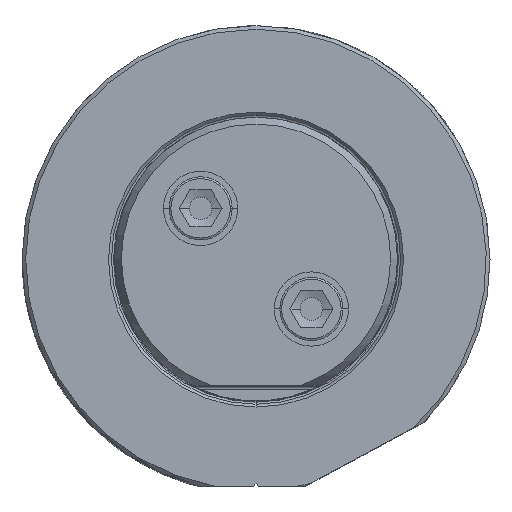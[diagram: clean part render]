
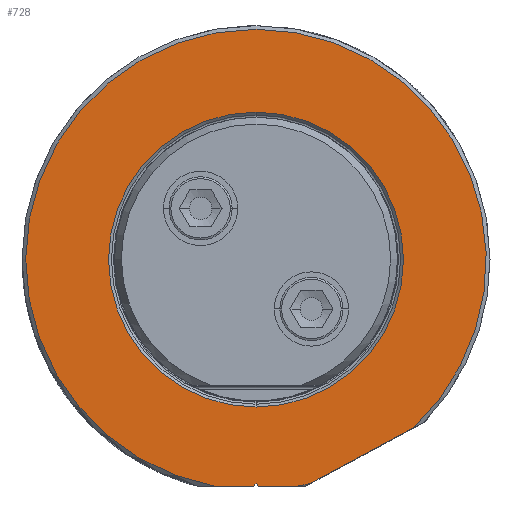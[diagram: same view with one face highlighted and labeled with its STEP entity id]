
A CAD part, top view. The second image highlights one B-rep face of the part: STEP entity #728.
In plain terms, the highlighted planar face has unit normal (0, 0, 1).
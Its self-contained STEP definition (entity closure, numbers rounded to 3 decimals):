
#234=PLANE('',#6384);
#728=ADVANCED_FACE('',(#1044,#1045),#234,.T.);
#1044=FACE_BOUND('',#1215,.T.);
#1045=FACE_BOUND('',#1216,.T.);
#1215=EDGE_LOOP('',(#3523,#3524,#3525,#3526,#3527,#3528,#3529,#3530));
#1216=EDGE_LOOP('',(#3531,#3532));
#1523=CIRCLE('',#6378,31.);
#1524=CIRCLE('',#6379,31.);
#1525=CIRCLE('',#6381,31.);
#1526=CIRCLE('',#6382,19.85);
#1527=CIRCLE('',#6383,19.85);
#1834=LINE('',#13714,#2160);
#1836=LINE('',#13732,#2162);
#1838=LINE('',#13736,#2164);
#1840=LINE('',#13740,#2166);
#1842=LINE('',#13744,#2168);
#2160=VECTOR('',#7418,1.);
#2162=VECTOR('',#7422,1.);
#2164=VECTOR('',#7426,1.);
#2166=VECTOR('',#7430,1.);
#2168=VECTOR('',#7434,1.);
#3523=ORIENTED_EDGE('',*,*,#5495,.T.);
#3524=ORIENTED_EDGE('',*,*,#5439,.T.);
#3525=ORIENTED_EDGE('',*,*,#5494,.T.);
#3526=ORIENTED_EDGE('',*,*,#5493,.T.);
#3527=ORIENTED_EDGE('',*,*,#5449,.F.);
#3528=ORIENTED_EDGE('',*,*,#5447,.T.);
#3529=ORIENTED_EDGE('',*,*,#5445,.T.);
#3530=ORIENTED_EDGE('',*,*,#5443,.F.);
#3531=ORIENTED_EDGE('',*,*,#5496,.T.);
#3532=ORIENTED_EDGE('',*,*,#5497,.T.);
#4721=VERTEX_POINT('',#13713);
#4722=VERTEX_POINT('',#13715);
#4724=VERTEX_POINT('',#13731);
#4725=VERTEX_POINT('',#13733);
#4726=VERTEX_POINT('',#13737);
#4727=VERTEX_POINT('',#13741);
#4728=VERTEX_POINT('',#13745);
#4748=VERTEX_POINT('',#14664);
#4749=VERTEX_POINT('',#14669);
#4750=VERTEX_POINT('',#14670);
#5439=EDGE_CURVE('',#4722,#4721,#1834,.T.);
#5443=EDGE_CURVE('',#4724,#4725,#1836,.T.);
#5445=EDGE_CURVE('',#4726,#4725,#1838,.T.);
#5447=EDGE_CURVE('',#4727,#4726,#1840,.T.);
#5449=EDGE_CURVE('',#4727,#4728,#1842,.T.);
#5493=EDGE_CURVE('',#4748,#4728,#1523,.T.);
#5494=EDGE_CURVE('',#4721,#4748,#1524,.T.);
#5495=EDGE_CURVE('',#4724,#4722,#1525,.T.);
#5496=EDGE_CURVE('',#4749,#4750,#1526,.T.);
#5497=EDGE_CURVE('',#4750,#4749,#1527,.T.);
#6378=AXIS2_PLACEMENT_3D('',#14663,#7509,#7510);
#6379=AXIS2_PLACEMENT_3D('',#14665,#7511,#7512);
#6381=AXIS2_PLACEMENT_3D('',#14667,#7515,#7516);
#6382=AXIS2_PLACEMENT_3D('',#14668,#7517,#7518);
#6383=AXIS2_PLACEMENT_3D('',#14671,#7519,#7520);
#6384=AXIS2_PLACEMENT_3D('',#14672,#7521,#7522);
#7418=DIRECTION('',(0.88,0.474,0.));
#7422=DIRECTION('',(-1.,0.,0.));
#7426=DIRECTION('',(0.707,-0.707,0.));
#7430=DIRECTION('',(0.707,0.707,0.));
#7434=DIRECTION('',(-1.,0.,0.));
#7509=DIRECTION('',(0.,0.,1.));
#7510=DIRECTION('',(0.,1.,0.));
#7511=DIRECTION('',(0.,0.,1.));
#7512=DIRECTION('',(0.681,-0.733,0.));
#7515=DIRECTION('',(0.,0.,1.));
#7516=DIRECTION('',(0.179,-0.984,0.));
#7517=DIRECTION('',(0.,0.,-1.));
#7518=DIRECTION('',(0.,-1.,0.));
#7519=DIRECTION('',(0.,0.,-1.));
#7520=DIRECTION('',(0.,1.,0.));
#7521=DIRECTION('',(0.,0.,1.));
#7522=DIRECTION('',(0.,-1.,0.));
#13713=CARTESIAN_POINT('',(21.103,-22.708,0.));
#13714=CARTESIAN_POINT('',(7.35,-30.116,0.));
#13715=CARTESIAN_POINT('',(7.35,-30.116,0.));
#13731=CARTESIAN_POINT('',(5.545,-30.5,0.));
#13732=CARTESIAN_POINT('',(5.545,-30.5,0.));
#13733=CARTESIAN_POINT('',(0.354,-30.5,0.));
#13736=CARTESIAN_POINT('',(0.,-30.146,0.));
#13737=CARTESIAN_POINT('',(0.,-30.146,0.));
#13740=CARTESIAN_POINT('',(-0.354,-30.5,0.));
#13741=CARTESIAN_POINT('',(-0.354,-30.5,0.));
#13744=CARTESIAN_POINT('',(-0.354,-30.5,0.));
#13745=CARTESIAN_POINT('',(-5.545,-30.5,0.));
#14663=CARTESIAN_POINT('',(0.,0.,0.));
#14664=CARTESIAN_POINT('',(0.,31.,0.));
#14665=CARTESIAN_POINT('',(0.,0.,0.));
#14667=CARTESIAN_POINT('',(0.,0.,0.));
#14668=CARTESIAN_POINT('',(0.,0.,0.));
#14669=CARTESIAN_POINT('',(0.,-19.85,0.));
#14670=CARTESIAN_POINT('',(0.,19.85,0.));
#14671=CARTESIAN_POINT('',(0.,0.,0.));
#14672=CARTESIAN_POINT('',(-0.001,0.25,0.));
